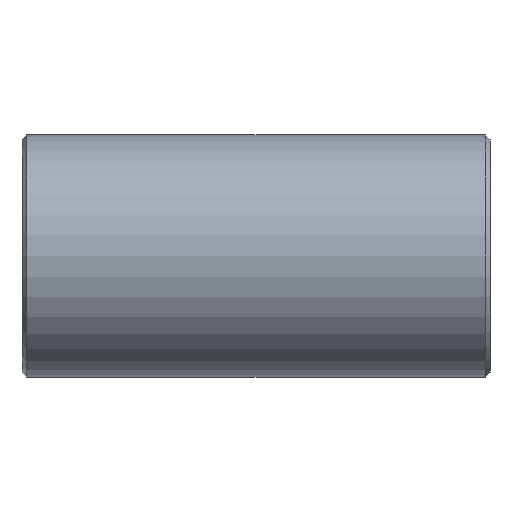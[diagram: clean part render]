
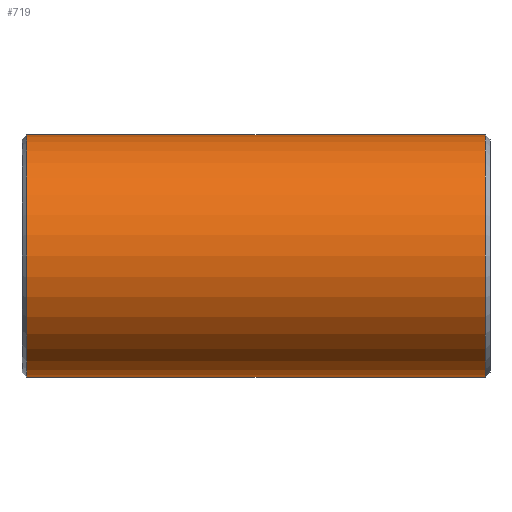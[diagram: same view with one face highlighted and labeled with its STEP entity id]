
A CAD part, front view. The second image highlights one B-rep face of the part: STEP entity #719.
In plain terms, the highlighted cylindrical face has radius 44.45 mm (diameter 88.9 mm), a partial arc.
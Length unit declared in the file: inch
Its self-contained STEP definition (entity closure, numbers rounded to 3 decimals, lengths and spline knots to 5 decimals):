
#23 = DIRECTION ( 'NONE',  ( 0., 0., 1. ) ) ;
#24 = CARTESIAN_POINT ( 'NONE',  ( 3.308, 0., -1.75 ) ) ;
#46 = AXIS2_PLACEMENT_3D ( 'NONE', #667, #372, #23 ) ;
#51 = VERTEX_POINT ( 'NONE', #638 ) ;
#55 = CIRCLE ( 'NONE', #656, 1.75 ) ;
#122 = EDGE_CURVE ( 'NONE', #543, #429, #290, .T. ) ;
#137 = CARTESIAN_POINT ( 'NONE',  ( 3.38, 0., 1.75 ) ) ;
#163 = DIRECTION ( 'NONE',  ( 0., 0., -1. ) ) ;
#194 = EDGE_CURVE ( 'NONE', #51, #677, #368, .T. ) ;
#199 = ORIENTED_EDGE ( 'NONE', *, *, #285, .T. ) ;
#211 = DIRECTION ( 'NONE',  ( -1., 0., 0. ) ) ;
#218 = VECTOR ( 'NONE', #658, 39.37008 ) ;
#219 = CARTESIAN_POINT ( 'NONE',  ( 3.308, 0., 0. ) ) ;
#270 = DIRECTION ( 'NONE',  ( 0., 0., 1. ) ) ;
#272 = CARTESIAN_POINT ( 'NONE',  ( -3.308, 0., -1.75 ) ) ;
#273 = CARTESIAN_POINT ( 'NONE',  ( -3.308, 0., 1.75 ) ) ;
#285 = EDGE_CURVE ( 'NONE', #677, #429, #349, .T. ) ;
#289 = FACE_OUTER_BOUND ( 'NONE', #499, .T. ) ;
#290 = LINE ( 'NONE', #351, #491 ) ;
#301 = ORIENTED_EDGE ( 'NONE', *, *, #122, .F. ) ;
#336 = ORIENTED_EDGE ( 'NONE', *, *, #194, .T. ) ;
#341 = EDGE_CURVE ( 'NONE', #543, #51, #55, .T. ) ;
#349 = CIRCLE ( 'NONE', #46, 1.75 ) ;
#351 = CARTESIAN_POINT ( 'NONE',  ( 3.38, 0., -1.75 ) ) ;
#368 = LINE ( 'NONE', #137, #218 ) ;
#372 = DIRECTION ( 'NONE',  ( 1., 0., 0. ) ) ;
#390 = ORIENTED_EDGE ( 'NONE', *, *, #341, .T. ) ;
#419 = AXIS2_PLACEMENT_3D ( 'NONE', #569, #211, #270 ) ;
#429 = VERTEX_POINT ( 'NONE', #272 ) ;
#473 = DIRECTION ( 'NONE',  ( -1., 0., 0. ) ) ;
#491 = VECTOR ( 'NONE', #473, 39.37008 ) ;
#499 = EDGE_LOOP ( 'NONE', ( #301, #390, #336, #199 ) ) ;
#543 = VERTEX_POINT ( 'NONE', #24 ) ;
#569 = CARTESIAN_POINT ( 'NONE',  ( 3.38, 0., 0. ) ) ;
#638 = CARTESIAN_POINT ( 'NONE',  ( 3.308, 0., 1.75 ) ) ;
#656 = AXIS2_PLACEMENT_3D ( 'NONE', #219, #742, #163 ) ;
#658 = DIRECTION ( 'NONE',  ( -1., 0., 0. ) ) ;
#667 = CARTESIAN_POINT ( 'NONE',  ( -3.308, 0., 0. ) ) ;
#677 = VERTEX_POINT ( 'NONE', #273 ) ;
#683 = CYLINDRICAL_SURFACE ( 'NONE', #419, 1.75 ) ;
#719 = ADVANCED_FACE ( 'NONE', ( #289 ), #683, .T. ) ;
#742 = DIRECTION ( 'NONE',  ( -1., 0., 0. ) ) ;
